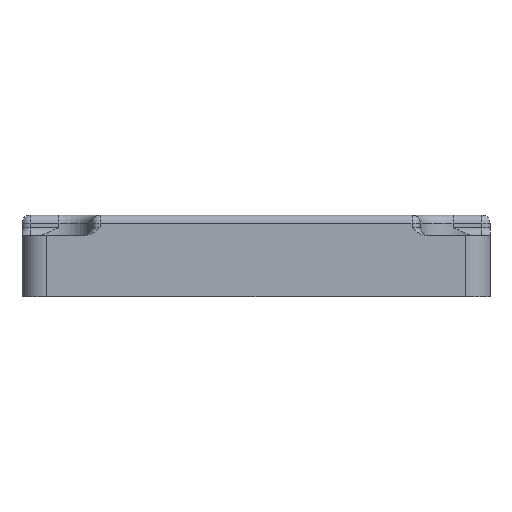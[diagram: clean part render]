
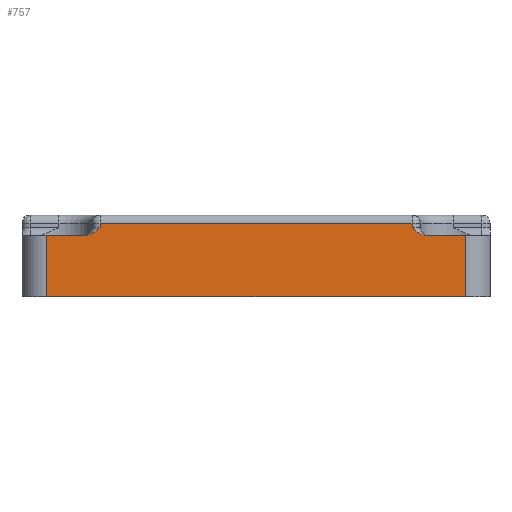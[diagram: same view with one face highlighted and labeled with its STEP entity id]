
A CAD part, left-side view. The second image highlights one B-rep face of the part: STEP entity #757.
In plain terms, the highlighted planar face has unit normal (-1, 0, 0).
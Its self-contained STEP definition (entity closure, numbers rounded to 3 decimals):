
#757 = ADVANCED_FACE( '', ( #1682 ), #1683, .F. );
#1682 = FACE_OUTER_BOUND( '', #4382, .T. );
#1683 = PLANE( '', #4383 );
#4382 = EDGE_LOOP( '', ( #7553, #7554, #7555, #7556, #7557, #7558, #7559, #7560, #7561, #7562 ) );
#4383 = AXIS2_PLACEMENT_3D( '', #7563, #7564, #7565 );
#7553 = ORIENTED_EDGE( '', *, *, #8903, .T. );
#7554 = ORIENTED_EDGE( '', *, *, #9133, .T. );
#7555 = ORIENTED_EDGE( '', *, *, #8924, .T. );
#7556 = ORIENTED_EDGE( '', *, *, #8572, .F. );
#7557 = ORIENTED_EDGE( '', *, *, #9387, .T. );
#7558 = ORIENTED_EDGE( '', *, *, #9388, .T. );
#7559 = ORIENTED_EDGE( '', *, *, #9194, .T. );
#7560 = ORIENTED_EDGE( '', *, *, #9389, .F. );
#7561 = ORIENTED_EDGE( '', *, *, #9319, .T. );
#7562 = ORIENTED_EDGE( '', *, *, #9390, .T. );
#7563 = CARTESIAN_POINT( '', ( -30.066, 23.888, 8.75 ) );
#7564 = DIRECTION( '', ( 1., 0., 0. ) );
#7565 = DIRECTION( '', ( 0., 1., 0. ) );
#8572 = EDGE_CURVE( '', #9739, #9741, #9742, .T. );
#8903 = EDGE_CURVE( '', #10299, #10297, #10300, .F. );
#8924 = EDGE_CURVE( '', #10332, #9741, #10333, .F. );
#9133 = EDGE_CURVE( '', #10297, #10332, #10636, .T. );
#9194 = EDGE_CURVE( '', #10719, #10717, #10720, .F. );
#9319 = EDGE_CURVE( '', #10890, #10888, #10891, .T. );
#9387 = EDGE_CURVE( '', #9739, #10969, #10970, .T. );
#9388 = EDGE_CURVE( '', #10969, #10719, #10971, .T. );
#9389 = EDGE_CURVE( '', #10890, #10717, #10972, .T. );
#9390 = EDGE_CURVE( '', #10888, #10299, #10973, .F. );
#9739 = VERTEX_POINT( '', #11447 );
#9741 = VERTEX_POINT( '', #11449 );
#9742 = LINE( '', #11450, #11451 );
#10297 = VERTEX_POINT( '', #12530 );
#10299 = VERTEX_POINT( '', #12532 );
#10300 = LINE( '', #12533, #12534 );
#10332 = VERTEX_POINT( '', #12680 );
#10333 = B_SPLINE_CURVE_WITH_KNOTS( '', 3, ( #12681, #12682, #12683, #12684, #12685, #12686, #12687, #12688 ), .UNSPECIFIED., .F., .F., ( 4, 2, 2, 4 ), ( 0., 0.001, 0.001, 0.002 ), .UNSPECIFIED. );
#10636 = LINE( '', #13209, #13210 );
#10717 = VERTEX_POINT( '', #13328 );
#10719 = VERTEX_POINT( '', #13330 );
#10720 = LINE( '', #13331, #13332 );
#10888 = VERTEX_POINT( '', #13664 );
#10890 = VERTEX_POINT( '', #13666 );
#10891 = B_SPLINE_CURVE_WITH_KNOTS( '', 3, ( #13667, #13668, #13669, #13670, #13671, #13672, #13673, #13674 ), .UNSPECIFIED., .F., .F., ( 4, 2, 2, 4 ), ( 0., 0.001, 0.001, 0.002 ), .UNSPECIFIED. );
#10969 = VERTEX_POINT( '', #13893 );
#10970 = LINE( '', #13894, #13895 );
#10971 = LINE( '', #13896, #13897 );
#10972 = LINE( '', #13898, #13899 );
#10973 = LINE( '', #13900, #13901 );
#11447 = CARTESIAN_POINT( '', ( -30.066, 20.888, 6.25 ) );
#11449 = CARTESIAN_POINT( '', ( -30.066, 16.12, 6.25 ) );
#11450 = CARTESIAN_POINT( '', ( -30.066, 20.888, 6.25 ) );
#11451 = VECTOR( '', #14398, 1000. );
#12530 = CARTESIAN_POINT( '', ( -30.066, 14.388, 7.75 ) );
#12532 = CARTESIAN_POINT( '', ( -30.066, -23.612, 7.75 ) );
#12533 = CARTESIAN_POINT( '', ( -30.066, 15.388, 7.75 ) );
#12534 = VECTOR( '', #14817, 1000. );
#12680 = CARTESIAN_POINT( '', ( -30.066, 14.388, 7.25 ) );
#12681 = CARTESIAN_POINT( '', ( -30.066, 16.12, 6.25 ) );
#12682 = CARTESIAN_POINT( '', ( -30.066, 15.947, 6.25 ) );
#12683 = CARTESIAN_POINT( '', ( -30.066, 15.779, 6.283 ) );
#12684 = CARTESIAN_POINT( '', ( -30.066, 15.454, 6.398 ) );
#12685 = CARTESIAN_POINT( '', ( -30.066, 15.303, 6.479 ) );
#12686 = CARTESIAN_POINT( '', ( -30.066, 14.876, 6.763 ) );
#12687 = CARTESIAN_POINT( '', ( -30.066, 14.63, 7.009 ) );
#12688 = CARTESIAN_POINT( '', ( -30.066, 14.388, 7.25 ) );
#13209 = CARTESIAN_POINT( '', ( -30.066, 14.388, 8.75 ) );
#13210 = VECTOR( '', #15114, 1000. );
#13328 = CARTESIAN_POINT( '', ( -30.066, -30.112, 6.25 ) );
#13330 = CARTESIAN_POINT( '', ( -30.066, -30.112, -1.23 ) );
#13331 = CARTESIAN_POINT( '', ( -30.066, -30.112, 8.75 ) );
#13332 = VECTOR( '', #15185, 1000. );
#13664 = CARTESIAN_POINT( '', ( -30.066, -23.612, 7.25 ) );
#13666 = CARTESIAN_POINT( '', ( -30.066, -25.344, 6.25 ) );
#13667 = CARTESIAN_POINT( '', ( -30.066, -25.344, 6.25 ) );
#13668 = CARTESIAN_POINT( '', ( -30.066, -25.17, 6.25 ) );
#13669 = CARTESIAN_POINT( '', ( -30.066, -25.003, 6.283 ) );
#13670 = CARTESIAN_POINT( '', ( -30.066, -24.677, 6.398 ) );
#13671 = CARTESIAN_POINT( '', ( -30.066, -24.527, 6.479 ) );
#13672 = CARTESIAN_POINT( '', ( -30.066, -24.1, 6.763 ) );
#13673 = CARTESIAN_POINT( '', ( -30.066, -23.853, 7.009 ) );
#13674 = CARTESIAN_POINT( '', ( -30.066, -23.612, 7.25 ) );
#13893 = CARTESIAN_POINT( '', ( -30.066, 20.888, -1.23 ) );
#13894 = CARTESIAN_POINT( '', ( -30.066, 20.888, 8.75 ) );
#13895 = VECTOR( '', #15398, 1000. );
#13896 = CARTESIAN_POINT( '', ( -30.066, 20.888, -1.23 ) );
#13897 = VECTOR( '', #15399, 1000. );
#13898 = CARTESIAN_POINT( '', ( -30.066, -23.612, 6.25 ) );
#13899 = VECTOR( '', #15400, 1000. );
#13900 = CARTESIAN_POINT( '', ( -30.066, -23.612, 7.75 ) );
#13901 = VECTOR( '', #15401, 1000. );
#14398 = DIRECTION( '', ( 0., -1., 0. ) );
#14817 = DIRECTION( '', ( 0., -1., 0. ) );
#15114 = DIRECTION( '', ( 0., 0., -1. ) );
#15185 = DIRECTION( '', ( 0., 0., -1. ) );
#15398 = DIRECTION( '', ( 0., 0., -1. ) );
#15399 = DIRECTION( '', ( 0., -1., 0. ) );
#15400 = DIRECTION( '', ( 0., -1., 0. ) );
#15401 = DIRECTION( '', ( 0., 0., -1. ) );
